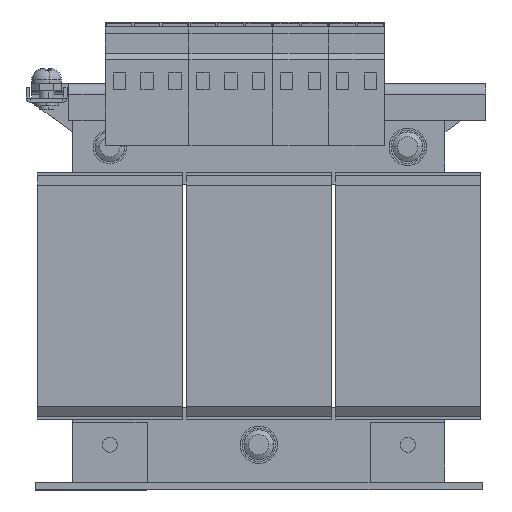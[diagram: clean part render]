
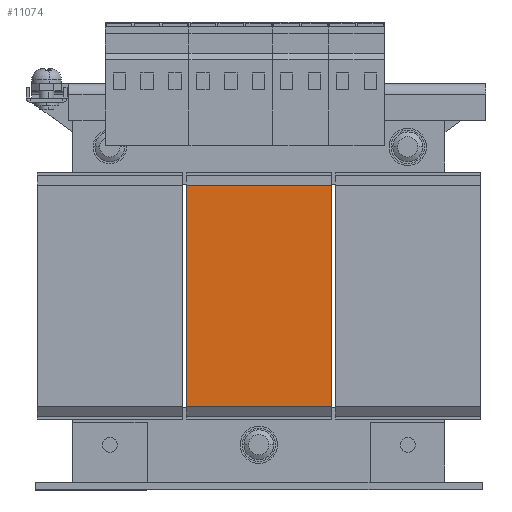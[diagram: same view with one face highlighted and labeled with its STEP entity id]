
A CAD part, top view. The second image highlights one B-rep face of the part: STEP entity #11074.
In plain terms, the highlighted planar face has unit normal (0, 0, 1).
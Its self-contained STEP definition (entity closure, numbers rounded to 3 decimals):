
#656 = DIRECTION ( 'NONE',  ( 0., 0., -1. ) ) ;
#1244 = DIRECTION ( 'NONE',  ( -1., 0., 0. ) ) ;
#1453 = CARTESIAN_POINT ( 'NONE',  ( 19.5, -29.7, 22.9 ) ) ;
#1884 = CARTESIAN_POINT ( 'NONE',  ( 19.5, 29.7, 22.9 ) ) ;
#1966 = VECTOR ( 'NONE', #1244, 1000. ) ;
#1988 = CARTESIAN_POINT ( 'NONE',  ( 19.5, 29.7, 22.9 ) ) ;
#2097 = CARTESIAN_POINT ( 'NONE',  ( -19.5, -29.7, 22.9 ) ) ;
#3185 = PLANE ( 'NONE',  #10762 ) ;
#3223 = VERTEX_POINT ( 'NONE', #13178 ) ;
#3663 = ORIENTED_EDGE ( 'NONE', *, *, #6193, .F. ) ;
#4172 = FACE_OUTER_BOUND ( 'NONE', #9960, .T. ) ;
#4295 = CARTESIAN_POINT ( 'NONE',  ( 19.5, 29.7, 22.9 ) ) ;
#4300 = CARTESIAN_POINT ( 'NONE',  ( 19.5, 29.7, 22.9 ) ) ;
#4470 = DIRECTION ( 'NONE',  ( 0., -1., 0. ) ) ;
#5264 = EDGE_CURVE ( 'NONE', #15744, #6231, #14129, .T. ) ;
#5557 = CARTESIAN_POINT ( 'NONE',  ( -19.5, 29.7, 22.9 ) ) ;
#5571 = DIRECTION ( 'NONE',  ( -1., 0., 0. ) ) ;
#6193 = EDGE_CURVE ( 'NONE', #13723, #3223, #11413, .T. ) ;
#6231 = VERTEX_POINT ( 'NONE', #2097 ) ;
#6389 = LINE ( 'NONE', #1453, #1966 ) ;
#6773 = EDGE_CURVE ( 'NONE', #13723, #15744, #11079, .T. ) ;
#7003 = VECTOR ( 'NONE', #5571, 1000. ) ;
#7343 = VECTOR ( 'NONE', #4470, 1000. ) ;
#7344 = ORIENTED_EDGE ( 'NONE', *, *, #8221, .F. ) ;
#8221 = EDGE_CURVE ( 'NONE', #3223, #6231, #6389, .T. ) ;
#8242 = ORIENTED_EDGE ( 'NONE', *, *, #6773, .T. ) ;
#8381 = CARTESIAN_POINT ( 'NONE',  ( -19.5, 29.7, 22.9 ) ) ;
#9442 = ORIENTED_EDGE ( 'NONE', *, *, #5264, .T. ) ;
#9960 = EDGE_LOOP ( 'NONE', ( #9442, #7344, #3663, #8242 ) ) ;
#10492 = DIRECTION ( 'NONE',  ( 0., 1., 0. ) ) ;
#10762 = AXIS2_PLACEMENT_3D ( 'NONE', #4295, #656, #10492 ) ;
#11074 = ADVANCED_FACE ( 'NONE', ( #4172 ), #3185, .F. ) ;
#11079 = LINE ( 'NONE', #1884, #7003 ) ;
#11413 = LINE ( 'NONE', #1988, #7343 ) ;
#11816 = VECTOR ( 'NONE', #14586, 1000. ) ;
#13178 = CARTESIAN_POINT ( 'NONE',  ( 19.5, -29.7, 22.9 ) ) ;
#13723 = VERTEX_POINT ( 'NONE', #4300 ) ;
#14129 = LINE ( 'NONE', #8381, #11816 ) ;
#14586 = DIRECTION ( 'NONE',  ( 0., -1., 0. ) ) ;
#15744 = VERTEX_POINT ( 'NONE', #5557 ) ;
